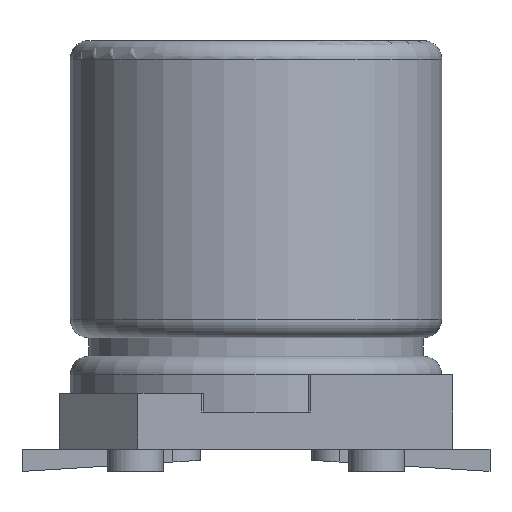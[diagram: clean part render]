
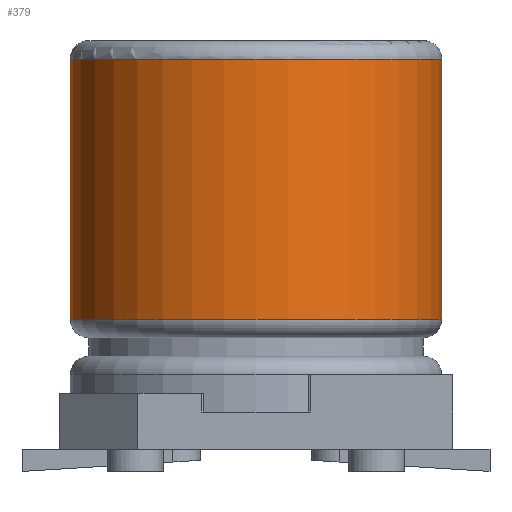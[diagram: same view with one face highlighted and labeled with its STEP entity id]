
A CAD part, left-side view. The second image highlights one B-rep face of the part: STEP entity #379.
In plain terms, the highlighted cylindrical face has radius 2.5 mm (diameter 5 mm), a partial arc.
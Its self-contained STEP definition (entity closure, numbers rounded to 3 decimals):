
#286 = EDGE_CURVE('',#287,#289,#291,.T.);
#287 = VERTEX_POINT('',#288);
#288 = CARTESIAN_POINT('',(0.,-2.5,5.55));
#289 = VERTEX_POINT('',#290);
#290 = CARTESIAN_POINT('',(0.,2.5,5.55));
#291 = CIRCLE('',#292,2.5);
#292 = AXIS2_PLACEMENT_3D('',#293,#294,#295);
#293 = CARTESIAN_POINT('',(0.,0.,5.55
    ));
#294 = DIRECTION('',(0.,0.,-1.));
#295 = DIRECTION('',(0.,1.,0.));
#339 = EDGE_CURVE('',#340,#342,#344,.T.);
#340 = VERTEX_POINT('',#341);
#341 = CARTESIAN_POINT('',(0.,2.5,2.05));
#342 = VERTEX_POINT('',#343);
#343 = CARTESIAN_POINT('',(0.,-2.5,2.05));
#344 = CIRCLE('',#345,2.5);
#345 = AXIS2_PLACEMENT_3D('',#346,#347,#348);
#346 = CARTESIAN_POINT('',(0.,0.,2.05
    ));
#347 = DIRECTION('',(0.,0.,1.));
#348 = DIRECTION('',(0.,-1.,0.));
#379 = ADVANCED_FACE('',(#380),#396,.T.);
#380 = FACE_BOUND('',#381,.T.);
#381 = EDGE_LOOP('',(#382,#383,#389,#390));
#382 = ORIENTED_EDGE('',*,*,#286,.T.);
#383 = ORIENTED_EDGE('',*,*,#384,.T.);
#384 = EDGE_CURVE('',#289,#340,#385,.T.);
#385 = LINE('',#386,#387);
#386 = CARTESIAN_POINT('',(0.,2.5,-0.526));
#387 = VECTOR('',#388,1.);
#388 = DIRECTION('',(0.,0.,-1.));
#389 = ORIENTED_EDGE('',*,*,#339,.T.);
#390 = ORIENTED_EDGE('',*,*,#391,.F.);
#391 = EDGE_CURVE('',#287,#342,#392,.T.);
#392 = LINE('',#393,#394);
#393 = CARTESIAN_POINT('',(0.,-2.5,-0.526));
#394 = VECTOR('',#395,1.);
#395 = DIRECTION('',(0.,0.,-1.));
#396 = CYLINDRICAL_SURFACE('',#397,2.5);
#397 = AXIS2_PLACEMENT_3D('',#398,#399,#400);
#398 = CARTESIAN_POINT('',(0.,0.,
    -0.526));
#399 = DIRECTION('',(0.,0.,-1.));
#400 = DIRECTION('',(0.,-1.,0.));
